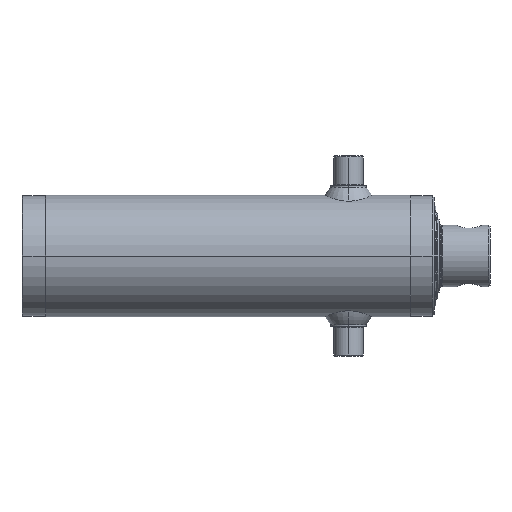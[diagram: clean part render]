
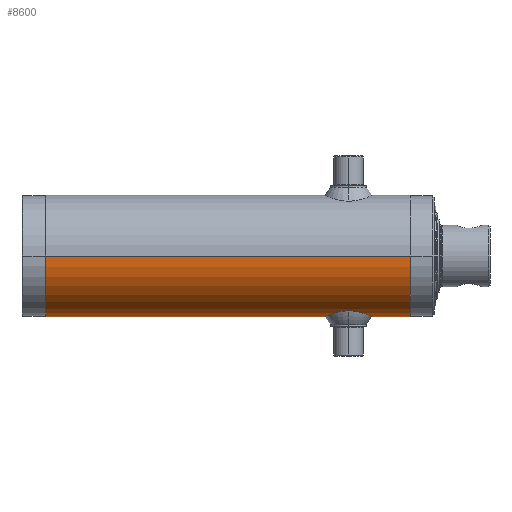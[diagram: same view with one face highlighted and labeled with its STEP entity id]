
A CAD part, front view. The second image highlights one B-rep face of the part: STEP entity #8600.
In plain terms, the highlighted cylindrical face has radius 102 mm (diameter 204 mm), a partial arc.
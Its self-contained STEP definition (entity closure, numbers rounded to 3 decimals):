
#39 = DIRECTION ( 'NONE',  ( -1., 0., 0. ) ) ;
#134 = ORIENTED_EDGE ( 'NONE', *, *, #5730, .F. ) ;
#412 = LINE ( 'NONE', #6948, #3409 ) ;
#559 = VERTEX_POINT ( 'NONE', #6704 ) ;
#604 = DIRECTION ( 'NONE',  ( 0., -1., 0. ) ) ;
#703 = AXIS2_PLACEMENT_3D ( 'NONE', #8149, #1510, #3771 ) ;
#1509 = CARTESIAN_POINT ( 'NONE',  ( 40., 102., 0. ) ) ;
#1510 = DIRECTION ( 'NONE',  ( -1., 0., 0. ) ) ;
#1614 = EDGE_CURVE ( 'NONE', #559, #2058, #3974, .T. ) ;
#1956 = EDGE_CURVE ( 'NONE', #559, #2283, #4548, .T. ) ;
#2045 = AXIS2_PLACEMENT_3D ( 'NONE', #4449, #39, #5178 ) ;
#2058 = VERTEX_POINT ( 'NONE', #6480 ) ;
#2188 = EDGE_LOOP ( 'NONE', ( #2743, #4418, #8309, #134 ) ) ;
#2283 = VERTEX_POINT ( 'NONE', #1509 ) ;
#2554 = DIRECTION ( 'NONE',  ( -1., 0., 0. ) ) ;
#2743 = ORIENTED_EDGE ( 'NONE', *, *, #1956, .F. ) ;
#3409 = VECTOR ( 'NONE', #2554, 1000. ) ;
#3651 = CYLINDRICAL_SURFACE ( 'NONE', #703, 102. ) ;
#3771 = DIRECTION ( 'NONE',  ( 0., -1., 0. ) ) ;
#3974 = CIRCLE ( 'NONE', #7417, 102. ) ;
#4196 = CIRCLE ( 'NONE', #2045, 102. ) ;
#4418 = ORIENTED_EDGE ( 'NONE', *, *, #1614, .T. ) ;
#4449 = CARTESIAN_POINT ( 'NONE',  ( 40., 0., 0. ) ) ;
#4548 = LINE ( 'NONE', #6351, #6029 ) ;
#4990 = DIRECTION ( 'NONE',  ( -1., 0., 0. ) ) ;
#5178 = DIRECTION ( 'NONE',  ( 0., -1., 0. ) ) ;
#5503 = EDGE_CURVE ( 'NONE', #2058, #9516, #412, .T. ) ;
#5730 = EDGE_CURVE ( 'NONE', #2283, #9516, #4196, .T. ) ;
#6029 = VECTOR ( 'NONE', #7823, 1000. ) ;
#6351 = CARTESIAN_POINT ( 'NONE',  ( -17.46, 102., 0. ) ) ;
#6480 = CARTESIAN_POINT ( 'NONE',  ( 653., -102., 0. ) ) ;
#6704 = CARTESIAN_POINT ( 'NONE',  ( 653., 102., 0. ) ) ;
#6948 = CARTESIAN_POINT ( 'NONE',  ( -17.46, -102., 0. ) ) ;
#7417 = AXIS2_PLACEMENT_3D ( 'NONE', #9415, #4990, #604 ) ;
#7542 = FACE_OUTER_BOUND ( 'NONE', #2188, .T. ) ;
#7823 = DIRECTION ( 'NONE',  ( -1., 0., 0. ) ) ;
#7987 = CARTESIAN_POINT ( 'NONE',  ( 40., -102., 0. ) ) ;
#8149 = CARTESIAN_POINT ( 'NONE',  ( -17.46, 0., 0. ) ) ;
#8309 = ORIENTED_EDGE ( 'NONE', *, *, #5503, .T. ) ;
#8600 = ADVANCED_FACE ( 'NONE', ( #7542 ), #3651, .T. ) ;
#9415 = CARTESIAN_POINT ( 'NONE',  ( 653., 0., 0. ) ) ;
#9516 = VERTEX_POINT ( 'NONE', #7987 ) ;
